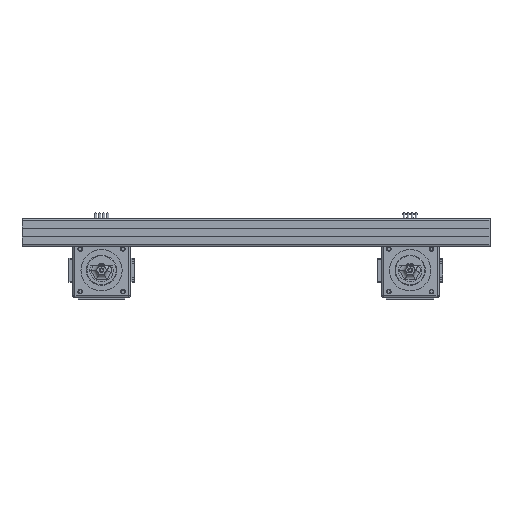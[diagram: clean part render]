
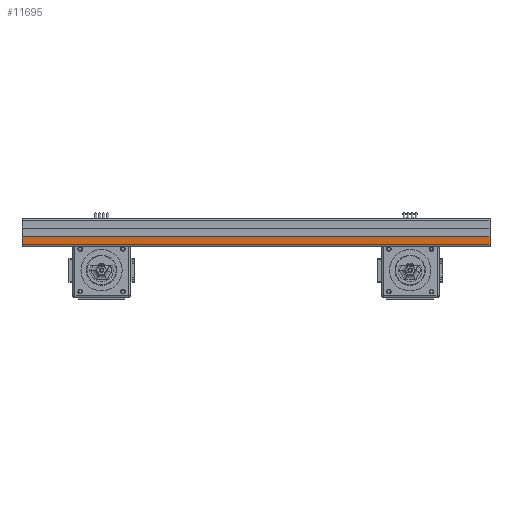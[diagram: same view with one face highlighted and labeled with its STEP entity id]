
A CAD part, left-side view. The second image highlights one B-rep face of the part: STEP entity #11695.
In plain terms, the highlighted planar face has unit normal (-1, 0, 0).
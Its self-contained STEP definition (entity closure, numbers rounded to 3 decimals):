
#919=FACE_OUTER_BOUND('',#1612,.T.);
#1612=EDGE_LOOP('',(#8780,#8781,#8782,#8783));
#2922=LINE('',#17779,#4065);
#3028=LINE('',#18105,#4171);
#3029=LINE('',#18108,#4172);
#3030=LINE('',#18109,#4173);
#4065=VECTOR('',#14405,10.);
#4171=VECTOR('',#14673,10.);
#4172=VECTOR('',#14676,10.);
#4173=VECTOR('',#14677,10.);
#5129=VERTEX_POINT('',#17776);
#5130=VERTEX_POINT('',#17778);
#5269=VERTEX_POINT('',#18103);
#5270=VERTEX_POINT('',#18107);
#6429=EDGE_CURVE('',#5129,#5130,#2922,.T.);
#6594=EDGE_CURVE('',#5269,#5129,#3028,.T.);
#6595=EDGE_CURVE('',#5269,#5270,#3029,.T.);
#6596=EDGE_CURVE('',#5270,#5130,#3030,.T.);
#8780=ORIENTED_EDGE('',*,*,#6595,.T.);
#8781=ORIENTED_EDGE('',*,*,#6596,.T.);
#8782=ORIENTED_EDGE('',*,*,#6429,.F.);
#8783=ORIENTED_EDGE('',*,*,#6594,.F.);
#11210=PLANE('',#12634);
#11695=ADVANCED_FACE('',(#919),#11210,.T.);
#12634=AXIS2_PLACEMENT_3D('',#18106,#14674,#14675);
#14405=DIRECTION('',(0.,0.,1.));
#14673=DIRECTION('',(0.,1.,0.));
#14674=DIRECTION('center_axis',(-1.,0.,0.));
#14675=DIRECTION('ref_axis',(0.,0.,
1.));
#14676=DIRECTION('',(0.,0.,1.));
#14677=DIRECTION('',(0.,1.,0.));
#17776=CARTESIAN_POINT('',(-89.773,690.078,12.282));
#17778=CARTESIAN_POINT('',(-89.773,690.078,18.082));
#17779=CARTESIAN_POINT('',(-89.773,690.078,12.282));
#18103=CARTESIAN_POINT('',(-89.773,350.078,12.282));
#18105=CARTESIAN_POINT('',(-89.773,-39.922,12.282));
#18106=CARTESIAN_POINT('Origin',(-89.773,-39.922,12.282));
#18107=CARTESIAN_POINT('',(-89.773,350.078,18.082));
#18108=CARTESIAN_POINT('',(-89.773,350.078,16.782));
#18109=CARTESIAN_POINT('',(-89.773,-39.922,18.082));
